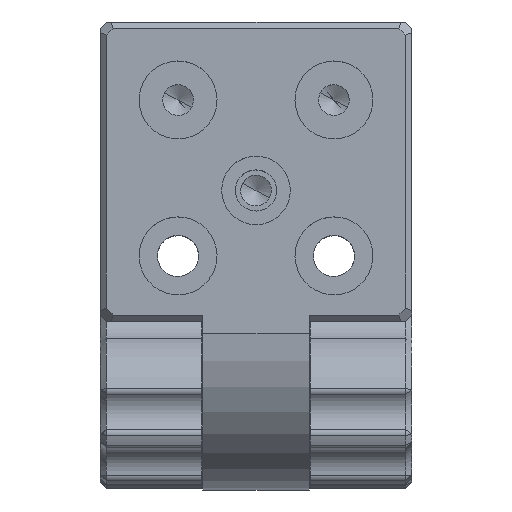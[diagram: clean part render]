
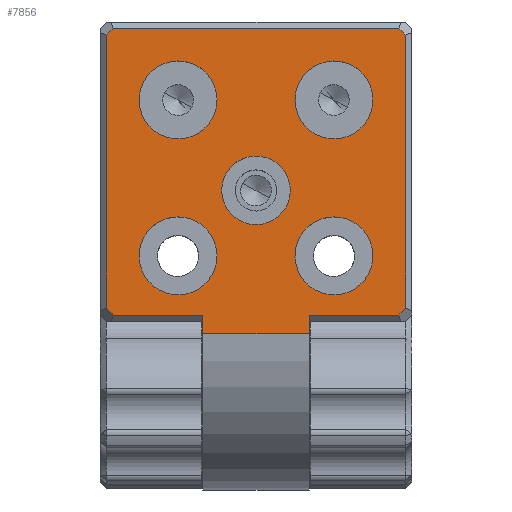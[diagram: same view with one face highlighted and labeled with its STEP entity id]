
A CAD part, top view. The second image highlights one B-rep face of the part: STEP entity #7856.
In plain terms, the highlighted planar face has unit normal (0, 0, 1).
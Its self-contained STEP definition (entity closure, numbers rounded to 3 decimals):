
#4779=AXIS2_PLACEMENT_3D('Circle Axis2P3D',#4777,#4778,$) ;
#4812=AXIS2_PLACEMENT_3D('Circle Axis2P3D',#4810,#4811,$) ;
#5218=AXIS2_PLACEMENT_3D('Circle Axis2P3D',#5216,#5217,$) ;
#5251=AXIS2_PLACEMENT_3D('Circle Axis2P3D',#5249,#5250,$) ;
#5444=AXIS2_PLACEMENT_3D('Circle Axis2P3D',#5442,#5443,$) ;
#5477=AXIS2_PLACEMENT_3D('Circle Axis2P3D',#5475,#5476,$) ;
#5808=AXIS2_PLACEMENT_3D('Circle Axis2P3D',#5806,#5807,$) ;
#5841=AXIS2_PLACEMENT_3D('Circle Axis2P3D',#5839,#5840,$) ;
#5914=AXIS2_PLACEMENT_3D('Circle Axis2P3D',#5912,#5913,$) ;
#5947=AXIS2_PLACEMENT_3D('Circle Axis2P3D',#5945,#5946,$) ;
#7815=AXIS2_PLACEMENT_3D('Plane Axis2P3D',#7812,#7813,#7814) ;
#4777=CARTESIAN_POINT('Axis2P3D Location',(12.5,12.5,50.)) ;
#4781=CARTESIAN_POINT('Vertex',(7.015,15.496,50.)) ;
#4783=CARTESIAN_POINT('Vertex',(17.985,9.504,50.)) ;
#4810=CARTESIAN_POINT('Axis2P3D Location',(12.5,12.5,50.)) ;
#5216=CARTESIAN_POINT('Axis2P3D Location',(12.5,-12.5,50.)) ;
#5220=CARTESIAN_POINT('Vertex',(7.015,-9.504,50.)) ;
#5222=CARTESIAN_POINT('Vertex',(17.985,-15.496,50.)) ;
#5249=CARTESIAN_POINT('Axis2P3D Location',(12.5,-12.5,50.)) ;
#5442=CARTESIAN_POINT('Axis2P3D Location',(-12.5,-12.5,50.)) ;
#5446=CARTESIAN_POINT('Vertex',(-17.985,-9.504,50.)) ;
#5448=CARTESIAN_POINT('Vertex',(-7.015,-15.496,50.)) ;
#5475=CARTESIAN_POINT('Axis2P3D Location',(-12.5,-12.5,50.)) ;
#5806=CARTESIAN_POINT('Axis2P3D Location',(-12.5,12.5,50.)) ;
#5810=CARTESIAN_POINT('Vertex',(-17.985,15.496,50.)) ;
#5812=CARTESIAN_POINT('Vertex',(-7.015,9.504,50.)) ;
#5839=CARTESIAN_POINT('Axis2P3D Location',(-12.5,12.5,50.)) ;
#5912=CARTESIAN_POINT('Axis2P3D Location',(0.,-2.,50.)) ;
#5916=CARTESIAN_POINT('Vertex',(4.827,-4.637,50.)) ;
#5918=CARTESIAN_POINT('Vertex',(-4.827,0.637,50.)) ;
#5945=CARTESIAN_POINT('Axis2P3D Location',(0.,-2.,50.)) ;
#7382=CARTESIAN_POINT('Vertex',(-22.879,24.,50.)) ;
#7385=CARTESIAN_POINT('Line Origine',(0.,24.,50.)) ;
#7389=CARTESIAN_POINT('Vertex',(22.879,24.,50.)) ;
#7450=CARTESIAN_POINT('Line Origine',(23.439,23.439,50.)) ;
#7454=CARTESIAN_POINT('Vertex',(24.,22.879,50.)) ;
#7475=CARTESIAN_POINT('Line Origine',(24.,-0.5,50.)) ;
#7479=CARTESIAN_POINT('Vertex',(24.,-20.879,50.)) ;
#7502=CARTESIAN_POINT('Vertex',(8.5,-22.,50.)) ;
#7507=CARTESIAN_POINT('Line Origine',(8.5,-23.5,50.)) ;
#7511=CARTESIAN_POINT('Vertex',(8.5,-25.,50.)) ;
#7576=CARTESIAN_POINT('Vertex',(22.879,-22.,50.)) ;
#7579=CARTESIAN_POINT('Line Origine',(22.439,-22.439,50.)) ;
#7598=CARTESIAN_POINT('Line Origine',(-0.5,-22.,50.)) ;
#7619=CARTESIAN_POINT('Vertex',(-8.5,-25.,50.)) ;
#7622=CARTESIAN_POINT('Line Origine',(0.,-25.,50.)) ;
#7639=CARTESIAN_POINT('Line Origine',(-8.5,-23.5,50.)) ;
#7643=CARTESIAN_POINT('Vertex',(-8.5,-22.,50.)) ;
#7705=CARTESIAN_POINT('Vertex',(-22.879,-22.,50.)) ;
#7708=CARTESIAN_POINT('Line Origine',(-0.5,-22.,50.)) ;
#7770=CARTESIAN_POINT('Vertex',(-24.,22.879,50.)) ;
#7773=CARTESIAN_POINT('Line Origine',(-23.439,23.439,50.)) ;
#7792=CARTESIAN_POINT('Line Origine',(-22.439,-22.439,50.)) ;
#7796=CARTESIAN_POINT('Vertex',(-24.,-20.879,50.)) ;
#7812=CARTESIAN_POINT('Axis2P3D Location',(0.,25.,50.)) ;
#7817=CARTESIAN_POINT('Line Origine',(-24.,1.,50.)) ;
#4778=DIRECTION('Axis2P3D Direction',(0.,0.,-1.)) ;
#4811=DIRECTION('Axis2P3D Direction',(0.,0.,-1.)) ;
#5217=DIRECTION('Axis2P3D Direction',(0.,0.,-1.)) ;
#5250=DIRECTION('Axis2P3D Direction',(0.,0.,-1.)) ;
#5443=DIRECTION('Axis2P3D Direction',(0.,0.,-1.)) ;
#5476=DIRECTION('Axis2P3D Direction',(0.,0.,-1.)) ;
#5807=DIRECTION('Axis2P3D Direction',(0.,0.,-1.)) ;
#5840=DIRECTION('Axis2P3D Direction',(0.,0.,-1.)) ;
#5913=DIRECTION('Axis2P3D Direction',(0.,0.,-1.)) ;
#5946=DIRECTION('Axis2P3D Direction',(0.,0.,-1.)) ;
#7386=DIRECTION('Vector Direction',(-1.,0.,0.)) ;
#7451=DIRECTION('Vector Direction',(0.707,-0.707,0.)) ;
#7476=DIRECTION('Vector Direction',(0.,1.,0.)) ;
#7508=DIRECTION('Vector Direction',(0.,-1.,0.)) ;
#7580=DIRECTION('Vector Direction',(0.707,0.707,0.)) ;
#7599=DIRECTION('Vector Direction',(-1.,0.,0.)) ;
#7623=DIRECTION('Vector Direction',(1.,0.,0.)) ;
#7640=DIRECTION('Vector Direction',(0.,-1.,0.)) ;
#7709=DIRECTION('Vector Direction',(-1.,0.,0.)) ;
#7774=DIRECTION('Vector Direction',(-0.707,-0.707,0.)) ;
#7793=DIRECTION('Vector Direction',(-0.707,0.707,0.)) ;
#7813=DIRECTION('Axis2P3D Direction',(-0.,0.,1.)) ;
#7814=DIRECTION('Axis2P3D XDirection',(0.,-1.,0.)) ;
#7818=DIRECTION('Vector Direction',(0.,1.,0.)) ;
#7387=VECTOR('Line Direction',#7386,1.) ;
#7452=VECTOR('Line Direction',#7451,1.) ;
#7477=VECTOR('Line Direction',#7476,1.) ;
#7509=VECTOR('Line Direction',#7508,1.) ;
#7581=VECTOR('Line Direction',#7580,1.) ;
#7600=VECTOR('Line Direction',#7599,1.) ;
#7624=VECTOR('Line Direction',#7623,1.) ;
#7641=VECTOR('Line Direction',#7640,1.) ;
#7710=VECTOR('Line Direction',#7709,1.) ;
#7775=VECTOR('Line Direction',#7774,1.) ;
#7794=VECTOR('Line Direction',#7793,1.) ;
#7819=VECTOR('Line Direction',#7818,1.) ;
#7823=ORIENTED_EDGE('',*,*,#7798,.F.) ;
#7824=ORIENTED_EDGE('',*,*,#7712,.F.) ;
#7825=ORIENTED_EDGE('',*,*,#7645,.F.) ;
#7826=ORIENTED_EDGE('',*,*,#7626,.T.) ;
#7827=ORIENTED_EDGE('',*,*,#7513,.F.) ;
#7828=ORIENTED_EDGE('',*,*,#7602,.F.) ;
#7829=ORIENTED_EDGE('',*,*,#7583,.F.) ;
#7830=ORIENTED_EDGE('',*,*,#7481,.F.) ;
#7831=ORIENTED_EDGE('',*,*,#7456,.F.) ;
#7832=ORIENTED_EDGE('',*,*,#7391,.F.) ;
#7833=ORIENTED_EDGE('',*,*,#7777,.F.) ;
#7834=ORIENTED_EDGE('',*,*,#7821,.T.) ;
#7837=ORIENTED_EDGE('',*,*,#5920,.F.) ;
#7838=ORIENTED_EDGE('',*,*,#5949,.F.) ;
#7841=ORIENTED_EDGE('',*,*,#5253,.F.) ;
#7842=ORIENTED_EDGE('',*,*,#5224,.F.) ;
#7845=ORIENTED_EDGE('',*,*,#5479,.F.) ;
#7846=ORIENTED_EDGE('',*,*,#5450,.F.) ;
#7849=ORIENTED_EDGE('',*,*,#4814,.F.) ;
#7850=ORIENTED_EDGE('',*,*,#4785,.F.) ;
#7853=ORIENTED_EDGE('',*,*,#5843,.F.) ;
#7854=ORIENTED_EDGE('',*,*,#5814,.F.) ;
#7839=FACE_BOUND('',#7836,.T.) ;
#7843=FACE_BOUND('',#7840,.T.) ;
#7847=FACE_BOUND('',#7844,.T.) ;
#7851=FACE_BOUND('',#7848,.T.) ;
#7855=FACE_BOUND('',#7852,.T.) ;
#7856=ADVANCED_FACE('PartBody',(#7835,#7839,#7843,#7847,#7851,#7855),#7816,.T.) ;
#4780=CIRCLE('generated circle',#4779,6.25) ;
#4813=CIRCLE('generated circle',#4812,6.25) ;
#5219=CIRCLE('generated circle',#5218,6.25) ;
#5252=CIRCLE('generated circle',#5251,6.25) ;
#5445=CIRCLE('generated circle',#5444,6.25) ;
#5478=CIRCLE('generated circle',#5477,6.25) ;
#5809=CIRCLE('generated circle',#5808,6.25) ;
#5842=CIRCLE('generated circle',#5841,6.25) ;
#5915=CIRCLE('generated circle',#5914,5.5) ;
#5948=CIRCLE('generated circle',#5947,5.5) ;
#4785=EDGE_CURVE('',#4782,#4784,#4780,.F.) ;
#4814=EDGE_CURVE('',#4784,#4782,#4813,.F.) ;
#5224=EDGE_CURVE('',#5221,#5223,#5219,.F.) ;
#5253=EDGE_CURVE('',#5223,#5221,#5252,.F.) ;
#5450=EDGE_CURVE('',#5447,#5449,#5445,.F.) ;
#5479=EDGE_CURVE('',#5449,#5447,#5478,.F.) ;
#5814=EDGE_CURVE('',#5811,#5813,#5809,.F.) ;
#5843=EDGE_CURVE('',#5813,#5811,#5842,.F.) ;
#5920=EDGE_CURVE('',#5917,#5919,#5915,.F.) ;
#5949=EDGE_CURVE('',#5919,#5917,#5948,.F.) ;
#7391=EDGE_CURVE('',#7383,#7390,#7388,.F.) ;
#7456=EDGE_CURVE('',#7390,#7455,#7453,.T.) ;
#7481=EDGE_CURVE('',#7455,#7480,#7478,.F.) ;
#7513=EDGE_CURVE('',#7503,#7512,#7510,.T.) ;
#7583=EDGE_CURVE('',#7480,#7577,#7582,.F.) ;
#7602=EDGE_CURVE('',#7577,#7503,#7601,.T.) ;
#7626=EDGE_CURVE('',#7620,#7512,#7625,.T.) ;
#7645=EDGE_CURVE('',#7620,#7644,#7642,.F.) ;
#7712=EDGE_CURVE('',#7644,#7706,#7711,.T.) ;
#7777=EDGE_CURVE('',#7771,#7383,#7776,.F.) ;
#7798=EDGE_CURVE('',#7706,#7797,#7795,.T.) ;
#7821=EDGE_CURVE('',#7771,#7797,#7820,.F.) ;
#7822=EDGE_LOOP('',(#7823,#7824,#7825,#7826,#7827,#7828,#7829,#7830,#7831,#7832,#7833,#7834)) ;
#7836=EDGE_LOOP('',(#7837,#7838)) ;
#7840=EDGE_LOOP('',(#7841,#7842)) ;
#7844=EDGE_LOOP('',(#7845,#7846)) ;
#7848=EDGE_LOOP('',(#7849,#7850)) ;
#7852=EDGE_LOOP('',(#7853,#7854)) ;
#7835=FACE_OUTER_BOUND('',#7822,.T.) ;
#7388=LINE('Line',#7385,#7387) ;
#7453=LINE('Line',#7450,#7452) ;
#7478=LINE('Line',#7475,#7477) ;
#7510=LINE('Line',#7507,#7509) ;
#7582=LINE('Line',#7579,#7581) ;
#7601=LINE('Line',#7598,#7600) ;
#7625=LINE('Line',#7622,#7624) ;
#7642=LINE('Line',#7639,#7641) ;
#7711=LINE('Line',#7708,#7710) ;
#7776=LINE('Line',#7773,#7775) ;
#7795=LINE('Line',#7792,#7794) ;
#7820=LINE('Line',#7817,#7819) ;
#7816=PLANE('Plane',#7815) ;
#4782=VERTEX_POINT('',#4781) ;
#4784=VERTEX_POINT('',#4783) ;
#5221=VERTEX_POINT('',#5220) ;
#5223=VERTEX_POINT('',#5222) ;
#5447=VERTEX_POINT('',#5446) ;
#5449=VERTEX_POINT('',#5448) ;
#5811=VERTEX_POINT('',#5810) ;
#5813=VERTEX_POINT('',#5812) ;
#5917=VERTEX_POINT('',#5916) ;
#5919=VERTEX_POINT('',#5918) ;
#7383=VERTEX_POINT('',#7382) ;
#7390=VERTEX_POINT('',#7389) ;
#7455=VERTEX_POINT('',#7454) ;
#7480=VERTEX_POINT('',#7479) ;
#7503=VERTEX_POINT('',#7502) ;
#7512=VERTEX_POINT('',#7511) ;
#7577=VERTEX_POINT('',#7576) ;
#7620=VERTEX_POINT('',#7619) ;
#7644=VERTEX_POINT('',#7643) ;
#7706=VERTEX_POINT('',#7705) ;
#7771=VERTEX_POINT('',#7770) ;
#7797=VERTEX_POINT('',#7796) ;
